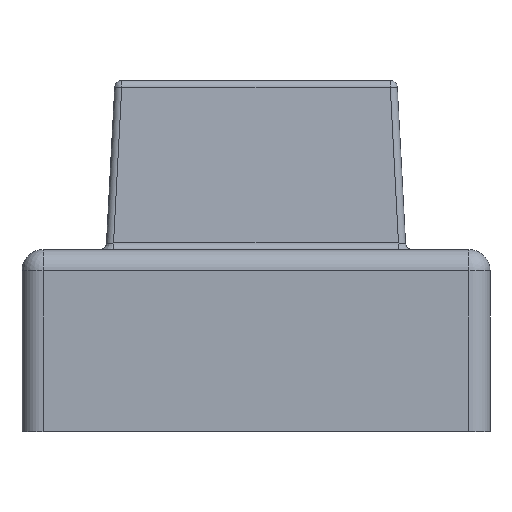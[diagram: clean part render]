
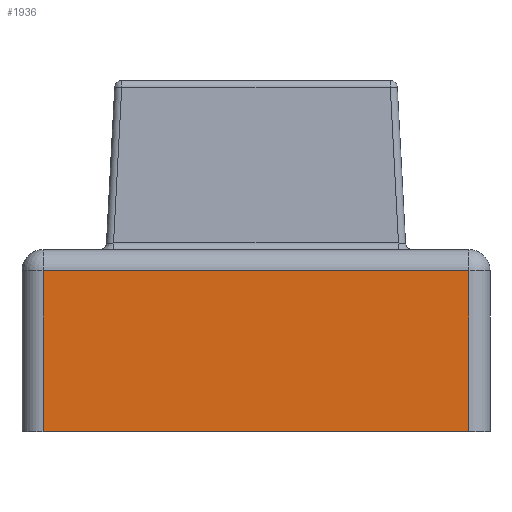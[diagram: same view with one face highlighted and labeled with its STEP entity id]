
A CAD part, front view. The second image highlights one B-rep face of the part: STEP entity #1936.
In plain terms, the highlighted planar face has unit normal (0, -1, 0).
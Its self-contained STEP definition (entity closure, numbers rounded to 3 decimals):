
#6=DIRECTION('',(1.,0.,0.));
#7=VECTOR('',#6,30.2);
#8=CARTESIAN_POINT('',(-15.1,-7.55,0.));
#9=LINE('',#8,#7);
#397=DIRECTION('',(0.,0.,-1.));
#398=VECTOR('',#397,11.4);
#399=CARTESIAN_POINT('',(-15.1,-7.55,11.4));
#400=LINE('',#399,#398);
#410=DIRECTION('',(1.,0.,0.));
#411=VECTOR('',#410,30.2);
#412=CARTESIAN_POINT('',(-15.1,-7.55,11.4));
#413=LINE('',#412,#411);
#438=DIRECTION('',(0.,0.,-1.));
#439=VECTOR('',#438,11.4);
#440=CARTESIAN_POINT('',(15.1,-7.55,11.4));
#441=LINE('',#440,#439);
#1022=CARTESIAN_POINT('',(-15.1,-7.55,0.));
#1024=VERTEX_POINT('',#1022);
#1031=CARTESIAN_POINT('',(15.1,-7.55,0.));
#1033=VERTEX_POINT('',#1031);
#1234=CARTESIAN_POINT('',(-15.1,-7.55,11.4));
#1235=VERTEX_POINT('',#1234);
#1238=CARTESIAN_POINT('',(15.1,-7.55,11.4));
#1239=VERTEX_POINT('',#1238);
#1923=CARTESIAN_POINT('',(-16.6,-7.55,0.));
#1924=DIRECTION('',(0.,-1.,0.));
#1925=DIRECTION('',(1.,0.,0.));
#1926=AXIS2_PLACEMENT_3D('',#1923,#1924,#1925);
#1927=PLANE('',#1926);
#1929=ORIENTED_EDGE('',*,*,#1928,.T.);
#1931=ORIENTED_EDGE('',*,*,#1930,.T.);
#1932=ORIENTED_EDGE('',*,*,#1291,.F.);
#1933=ORIENTED_EDGE('',*,*,#1915,.F.);
#1934=EDGE_LOOP('',(#1929,#1931,#1932,#1933));
#1935=FACE_OUTER_BOUND('',#1934,.F.);
#1936=ADVANCED_FACE('',(#1935),#1927,.T.);
#1291=EDGE_CURVE('',#1024,#1033,#9,.T.);
#1915=EDGE_CURVE('',#1235,#1024,#400,.T.);
#1928=EDGE_CURVE('',#1235,#1239,#413,.T.);
#1930=EDGE_CURVE('',#1239,#1033,#441,.T.);
